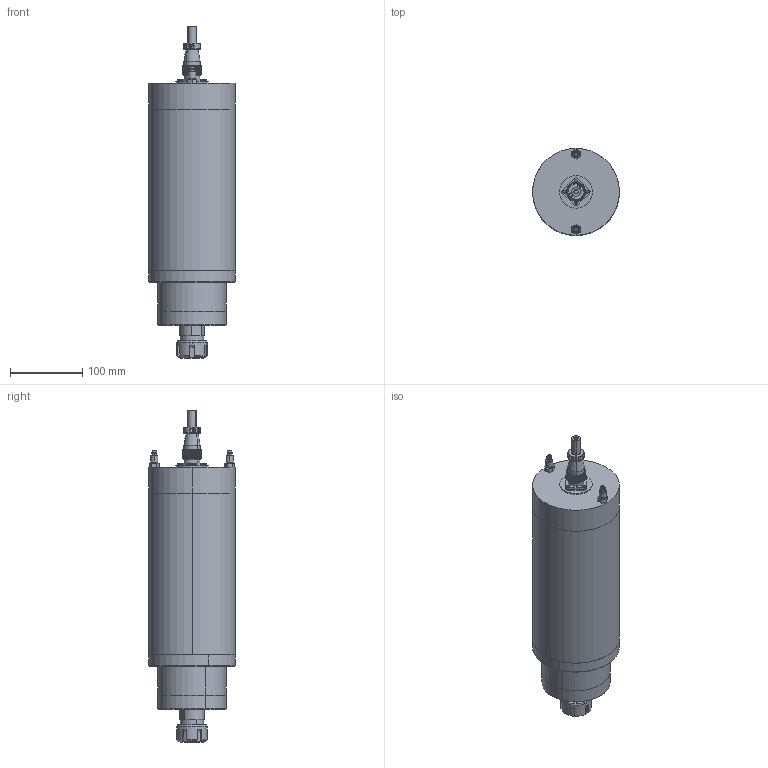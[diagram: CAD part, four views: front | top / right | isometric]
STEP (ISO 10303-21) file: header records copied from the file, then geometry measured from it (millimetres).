
FILE_DESCRIPTION (( 'STEP AP214' ), '1' );
FILE_NAME ('GDK120-9-18Z-4.0-8.0-6P.STEP', '2024-07-26T05:46:32', ( '00' ), ( '' ), 'SwSTEP 2.0', 'SolidWorks 2018', '' );
FILE_SCHEMA (( 'AUTOMOTIVE_DESIGN' ));
Length unit declared in the file: millimetre
Products named in the file (13): WS20瑤脣釱; GDK120-9-18Z-4.0-8.0-6粣芛; ER25-6 粟俶芠標_1; GDK120-9-18Z-4.0-8.0-6滅鳥欶; GBT823_M3℅10; 阨郲30.5ㄗM8ㄘ; WS20瑤脣; ER25蹟簽_1; GDK120-9-18Z-4.0-8.0-6儂褲223; GDK120-9-18Z-4.0-8.0-6粣創釱; GDK120-9-18Z-4.0-8.0-6P; WS20瑤脣芛; GDK120-9-18Z-4.0-8.0-6堤盄釱
Assembly tree (14 placements, depth 3):
  GDK120-9-18Z-4.0-8.0-6P
    GDK120-9-18Z-4.0-8.0-6儂褲223
    GDK120-9-18Z-4.0-8.0-6堤盄釱
    GDK120-9-18Z-4.0-8.0-6粣創釱
    GDK120-9-18Z-4.0-8.0-6滅鳥欶
    GDK120-9-18Z-4.0-8.0-6粣芛
    ER25-6 粟俶芠標_1
    ER25蹟簽_1
    阨郲30.5ㄗM8ㄘ  x2
    WS20瑤脣
      WS20瑤脣釱
      WS20瑤脣芛
      GBT823_M3℅10  x2
Bounding box: 120 x 120 x 458.3 mm (x, y, z)
Volume: 3579818.3 mm3; surface area: 243504.7 mm2
Topology: 18 solids, 18 shells, 3217 faces, 7971 edges, 5257 vertices
Faces by surface type: plane 1329, cone 1037, cylinder 809, torus 21, sphere 12, bspline 9
Entity records: 101607 total; most frequent: CARTESIAN_POINT 24803, ORIENTED_EDGE 15654, DIRECTION 14655, EDGE_CURVE 7827, AXIS2_PLACEMENT_3D 5939, VERTEX_POINT 5187, EDGE_LOOP 3696, FACE_OUTER_BOUND 3164
